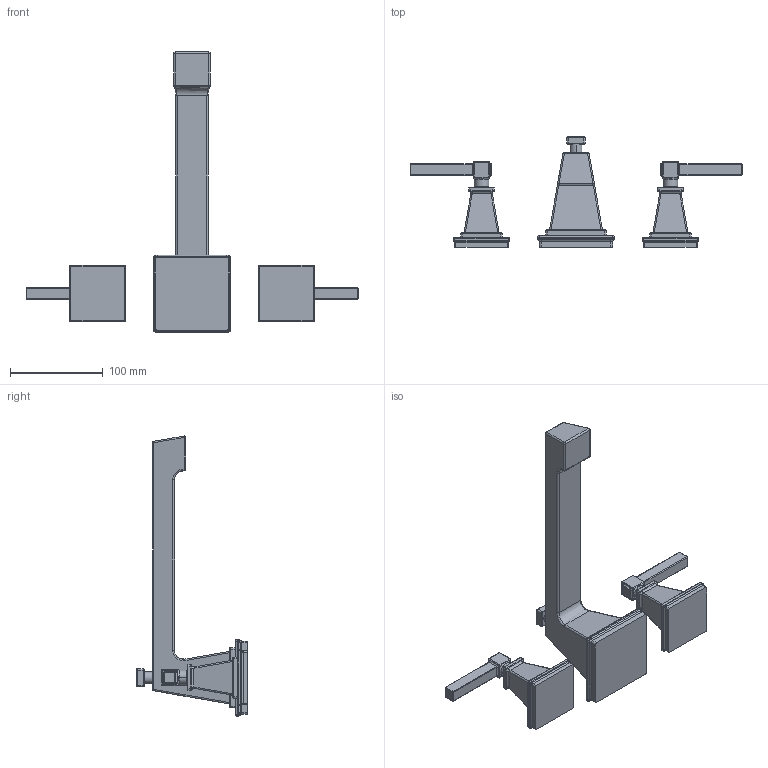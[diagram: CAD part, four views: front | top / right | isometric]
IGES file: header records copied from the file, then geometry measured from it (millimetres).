
Start section:  PTC IGES file: 3-3146.igs
Global section: file name: 3-3146.igs; native system: Creo Parametric by PTC Inc.; preprocessor: 2018400; author: jinson.thomas; organization: Unknown; date: 20210315.144959; units: inch
Bounding box: 357.2 x 118.96 x 301.32 mm (x, y, z)
Volume: 684528.2 mm3; surface area: 103124 mm2
Topology: 3 solids, 3 shells, 615 faces, 1369 edges, 770 vertices
Faces by surface type: revolution 364, bspline 251
